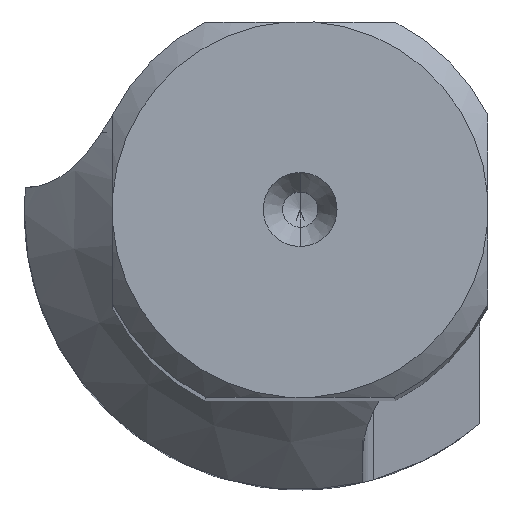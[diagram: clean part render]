
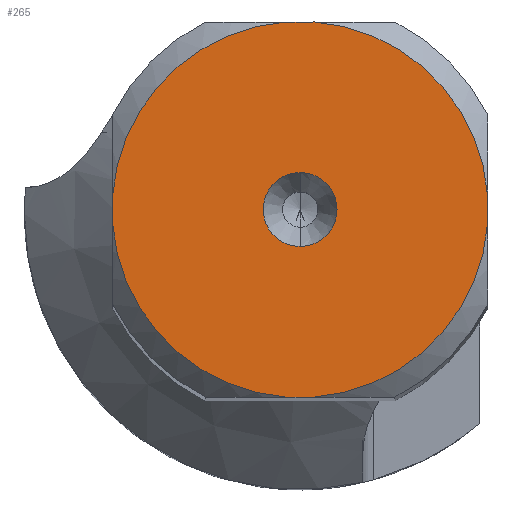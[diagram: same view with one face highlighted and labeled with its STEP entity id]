
A CAD part, top view. The second image highlights one B-rep face of the part: STEP entity #265.
In plain terms, the highlighted planar face has unit normal (0, 0, 1).
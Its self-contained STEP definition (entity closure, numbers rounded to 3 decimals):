
#265=ADVANCED_FACE('',(#383,#384),#355,.T.);
#355=PLANE('',#1751);
#383=FACE_BOUND('',#391,.T.);
#384=FACE_BOUND('',#392,.T.);
#391=EDGE_LOOP('',(#558,#559,#560,#561,#562,#563,#564,#565));
#392=EDGE_LOOP('',(#566,#567));
#485=CIRCLE('',#1745,8.525);
#486=CIRCLE('',#1746,8.525);
#487=CIRCLE('',#1747,8.525);
#488=CIRCLE('',#1748,8.525);
#489=CIRCLE('',#1749,1.675);
#490=CIRCLE('',#1750,1.675);
#558=ORIENTED_EDGE('',*,*,#1221,.F.);
#559=ORIENTED_EDGE('',*,*,#1222,.T.);
#560=ORIENTED_EDGE('',*,*,#1223,.F.);
#561=ORIENTED_EDGE('',*,*,#1224,.T.);
#562=ORIENTED_EDGE('',*,*,#1225,.F.);
#563=ORIENTED_EDGE('',*,*,#1226,.T.);
#564=ORIENTED_EDGE('',*,*,#1227,.F.);
#565=ORIENTED_EDGE('',*,*,#1228,.T.);
#566=ORIENTED_EDGE('',*,*,#1229,.T.);
#567=ORIENTED_EDGE('',*,*,#1230,.T.);
#1056=VERTEX_POINT('',#2417);
#1057=VERTEX_POINT('',#2418);
#1058=VERTEX_POINT('',#2420);
#1059=VERTEX_POINT('',#2422);
#1060=VERTEX_POINT('',#2424);
#1061=VERTEX_POINT('',#2426);
#1062=VERTEX_POINT('',#2428);
#1063=VERTEX_POINT('',#2430);
#1064=VERTEX_POINT('',#2433);
#1065=VERTEX_POINT('',#2434);
#1221=EDGE_CURVE('',#1056,#1057,#1470,.T.);
#1222=EDGE_CURVE('',#1056,#1058,#485,.T.);
#1223=EDGE_CURVE('',#1059,#1058,#1471,.T.);
#1224=EDGE_CURVE('',#1059,#1060,#486,.T.);
#1225=EDGE_CURVE('',#1061,#1060,#1472,.T.);
#1226=EDGE_CURVE('',#1061,#1062,#487,.T.);
#1227=EDGE_CURVE('',#1063,#1062,#1473,.T.);
#1228=EDGE_CURVE('',#1063,#1057,#488,.T.);
#1229=EDGE_CURVE('',#1064,#1065,#489,.T.);
#1230=EDGE_CURVE('',#1065,#1064,#490,.T.);
#1470=LINE('',#2416,#1571);
#1471=LINE('',#2421,#1572);
#1472=LINE('',#2425,#1573);
#1473=LINE('',#2429,#1574);
#1571=VECTOR('',#1945,1.);
#1572=VECTOR('',#1948,1.);
#1573=VECTOR('',#1951,1.);
#1574=VECTOR('',#1954,1.);
#1745=AXIS2_PLACEMENT_3D('',#2419,#1946,#1947);
#1746=AXIS2_PLACEMENT_3D('',#2423,#1949,#1950);
#1747=AXIS2_PLACEMENT_3D('',#2427,#1952,#1953);
#1748=AXIS2_PLACEMENT_3D('',#2431,#1955,#1956);
#1749=AXIS2_PLACEMENT_3D('',#2432,#1957,#1958);
#1750=AXIS2_PLACEMENT_3D('',#2435,#1959,#1960);
#1751=AXIS2_PLACEMENT_3D('',#2436,#1961,#1962);
#1945=DIRECTION('',(0.,1.,0.));
#1946=DIRECTION('',(0.,0.,1.));
#1947=DIRECTION('',(-0.997,-0.077,0.));
#1948=DIRECTION('',(-1.,0.,0.));
#1949=DIRECTION('',(0.,0.,1.));
#1950=DIRECTION('',(0.077,-0.997,0.));
#1951=DIRECTION('',(0.,-1.,0.));
#1952=DIRECTION('',(0.,0.,1.));
#1953=DIRECTION('',(0.997,0.077,0.));
#1954=DIRECTION('',(1.,0.,0.));
#1955=DIRECTION('',(0.,0.,1.));
#1956=DIRECTION('',(-0.077,0.997,0.));
#1957=DIRECTION('',(0.,0.,-1.));
#1958=DIRECTION('',(0.,1.,0.));
#1959=DIRECTION('',(0.,0.,-1.));
#1960=DIRECTION('',(0.,-1.,0.));
#1961=DIRECTION('',(0.,0.,1.));
#1962=DIRECTION('',(-1.,0.,0.));
#2416=CARTESIAN_POINT('',(-8.5,-0.652,0.));
#2417=CARTESIAN_POINT('',(-8.5,-0.652,0.));
#2418=CARTESIAN_POINT('',(-8.5,0.652,0.));
#2419=CARTESIAN_POINT('',(0.,0.,0.));
#2420=CARTESIAN_POINT('',(-0.652,-8.5,0.));
#2421=CARTESIAN_POINT('',(0.652,-8.5,0.));
#2422=CARTESIAN_POINT('',(0.652,-8.5,0.));
#2423=CARTESIAN_POINT('',(0.,0.,0.));
#2424=CARTESIAN_POINT('',(8.5,-0.652,0.));
#2425=CARTESIAN_POINT('',(8.5,0.652,0.));
#2426=CARTESIAN_POINT('',(8.5,0.652,0.));
#2427=CARTESIAN_POINT('',(0.,0.,0.));
#2428=CARTESIAN_POINT('',(0.652,8.5,0.));
#2429=CARTESIAN_POINT('',(-0.652,8.5,0.));
#2430=CARTESIAN_POINT('',(-0.652,8.5,0.));
#2431=CARTESIAN_POINT('',(0.,0.,0.));
#2432=CARTESIAN_POINT('',(0.,0.,0.));
#2433=CARTESIAN_POINT('',(0.,1.675,0.));
#2434=CARTESIAN_POINT('',(0.,-1.675,0.));
#2435=CARTESIAN_POINT('',(0.,0.,0.));
#2436=CARTESIAN_POINT('',(0.,0.,0.));
